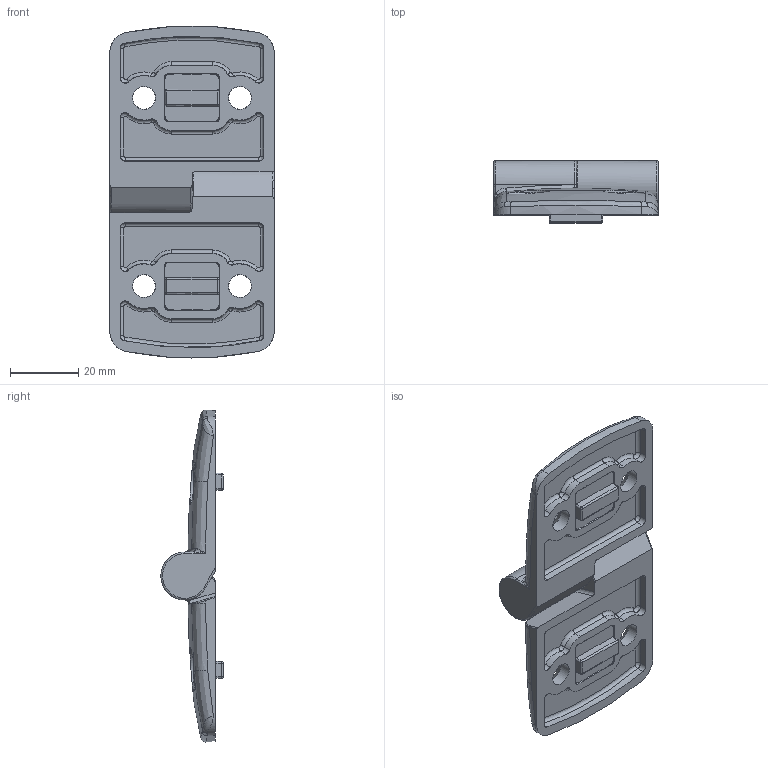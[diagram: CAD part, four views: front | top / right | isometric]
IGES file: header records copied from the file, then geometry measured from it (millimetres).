
Global section: file name: 615050R; native system: Autodesk Inventor 2016; preprocessor: unknown; date: 20180611.160023; units: millimetre
Bounding box: 48 x 18.2 x 97 mm (x, y, z)
Volume: 25879.6 mm3; surface area: 16729.3 mm2
Topology: 5 solids, 5 shells, 497 faces, 1209 edges, 704 vertices
Faces by surface type: bspline 497
